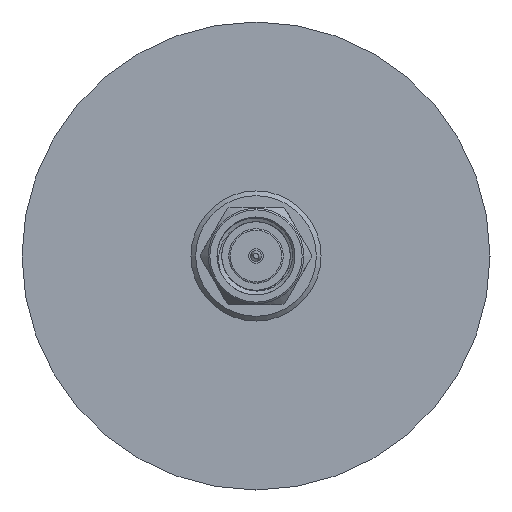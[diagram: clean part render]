
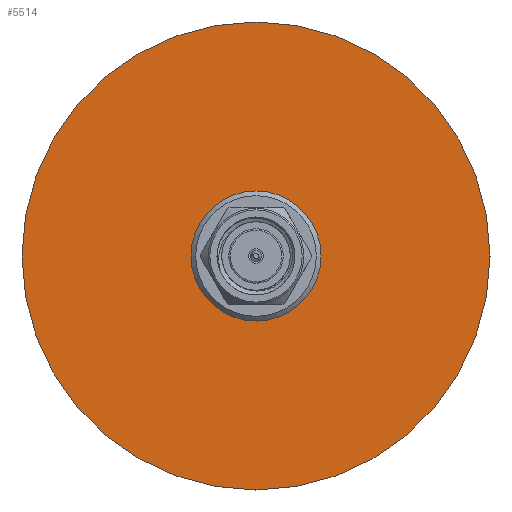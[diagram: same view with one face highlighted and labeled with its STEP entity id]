
A CAD part, left-side view. The second image highlights one B-rep face of the part: STEP entity #5514.
In plain terms, the highlighted planar face has unit normal (-1, 0, 0).
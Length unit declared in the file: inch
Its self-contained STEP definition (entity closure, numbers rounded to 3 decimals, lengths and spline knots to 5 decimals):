
#311 = VERTEX_POINT ( 'NONE', #1249 ) ;
#639 = DIRECTION ( 'NONE',  ( 0., 1., 0. ) ) ;
#911 = AXIS2_PLACEMENT_3D ( 'NONE', #4174, #3742, #2715 ) ;
#1066 = ORIENTED_EDGE ( 'NONE', *, *, #1467, .T. ) ;
#1249 = CARTESIAN_POINT ( 'NONE',  ( -1.972, -0.75, 0. ) ) ;
#1467 = EDGE_CURVE ( 'NONE', #5309, #5309, #3290, .T. ) ;
#1581 = AXIS2_PLACEMENT_3D ( 'NONE', #5510, #2009, #639 ) ;
#1757 = DIRECTION ( 'NONE',  ( -1., 0., 0. ) ) ;
#1991 = EDGE_LOOP ( 'NONE', ( #1066 ) ) ;
#2009 = DIRECTION ( 'NONE',  ( 1., 0., 0. ) ) ;
#2252 = ORIENTED_EDGE ( 'NONE', *, *, #3734, .T. ) ;
#2257 = FACE_BOUND ( 'NONE', #1991, .T. ) ;
#2310 = CARTESIAN_POINT ( 'NONE',  ( -1.972, 0., 0. ) ) ;
#2549 = FACE_OUTER_BOUND ( 'NONE', #5328, .T. ) ;
#2715 = DIRECTION ( 'NONE',  ( 0., 1., 0. ) ) ;
#3030 = PLANE ( 'NONE',  #1581 ) ;
#3290 = CIRCLE ( 'NONE', #911, 0.20837 ) ;
#3734 = EDGE_CURVE ( 'NONE', #311, #311, #6136, .T. ) ;
#3742 = DIRECTION ( 'NONE',  ( 1., 0., 0. ) ) ;
#4174 = CARTESIAN_POINT ( 'NONE',  ( -1.972, 0., 0. ) ) ;
#4451 = AXIS2_PLACEMENT_3D ( 'NONE', #2310, #1757, #5173 ) ;
#5173 = DIRECTION ( 'NONE',  ( 0., -1., 0. ) ) ;
#5309 = VERTEX_POINT ( 'NONE', #6148 ) ;
#5328 = EDGE_LOOP ( 'NONE', ( #2252 ) ) ;
#5510 = CARTESIAN_POINT ( 'NONE',  ( -1.972, 0.75, 0. ) ) ;
#5514 = ADVANCED_FACE ( 'NONE', ( #2549, #2257 ), #3030, .F. ) ;
#6136 = CIRCLE ( 'NONE', #4451, 0.75 ) ;
#6148 = CARTESIAN_POINT ( 'NONE',  ( -1.972, 0.20837, 0. ) ) ;
